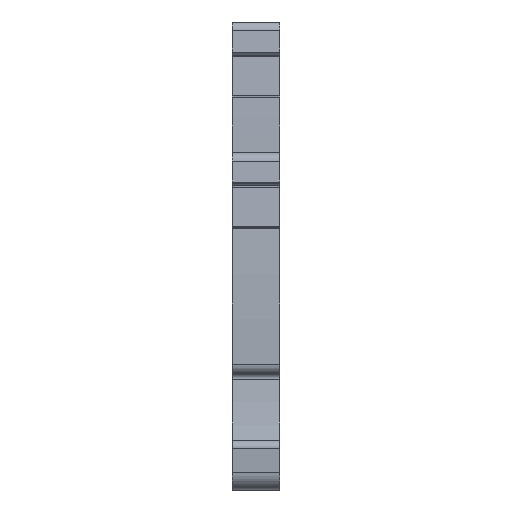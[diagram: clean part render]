
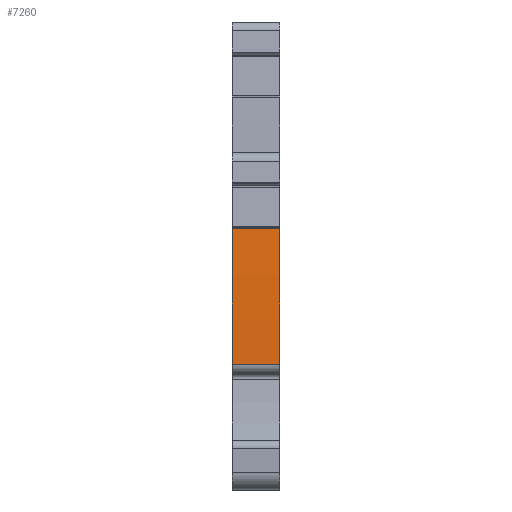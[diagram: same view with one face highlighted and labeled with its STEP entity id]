
A CAD part, front view. The second image highlights one B-rep face of the part: STEP entity #7260.
In plain terms, the highlighted cylindrical face has radius 151.052 mm (diameter 302.104 mm), a partial arc.
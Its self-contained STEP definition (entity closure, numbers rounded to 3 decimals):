
#2650=AXIS2_PLACEMENT_3D('Circle Axis2P3D',#2648,#2649,$) ;
#7240=AXIS2_PLACEMENT_3D('Cylinder Axis2P3D',#7237,#7238,#7239) ;
#7251=AXIS2_PLACEMENT_3D('Circle Axis2P3D',#7249,#7250,$) ;
#2645=CARTESIAN_POINT('Vertex',(0.,1.529,13.426)) ;
#2648=CARTESIAN_POINT('Axis2P3D Location',(0.,152.538,17.05)) ;
#2652=CARTESIAN_POINT('Vertex',(0.,1.887,28.054)) ;
#7217=CARTESIAN_POINT('Line Origine',(2.55,1.887,28.054)) ;
#7221=CARTESIAN_POINT('Vertex',(5.1,1.887,28.054)) ;
#7237=CARTESIAN_POINT('Axis2P3D Location',(2.55,152.538,17.05)) ;
#7242=CARTESIAN_POINT('Line Origine',(2.55,1.529,13.426)) ;
#7246=CARTESIAN_POINT('Vertex',(5.1,1.529,13.426)) ;
#7249=CARTESIAN_POINT('Axis2P3D Location',(5.1,152.538,17.05)) ;
#2649=DIRECTION('Axis2P3D Direction',(1.,0.,0.)) ;
#7218=DIRECTION('Vector Direction',(1.,0.,0.)) ;
#7238=DIRECTION('Axis2P3D Direction',(1.,0.,0.)) ;
#7239=DIRECTION('Axis2P3D XDirection',(0.,-0.996,0.089)) ;
#7243=DIRECTION('Vector Direction',(1.,0.,0.)) ;
#7250=DIRECTION('Axis2P3D Direction',(1.,0.,0.)) ;
#7219=VECTOR('Line Direction',#7218,1.) ;
#7244=VECTOR('Line Direction',#7243,1.) ;
#7255=ORIENTED_EDGE('',*,*,#7248,.F.) ;
#7256=ORIENTED_EDGE('',*,*,#7253,.F.) ;
#7257=ORIENTED_EDGE('',*,*,#7223,.T.) ;
#7258=ORIENTED_EDGE('',*,*,#2654,.T.) ;
#7260=ADVANCED_FACE('MLD',(#7259),#7241,.T.) ;
#2651=CIRCLE('generated circle',#2650,151.052) ;
#7252=CIRCLE('generated circle',#7251,151.052) ;
#7241=CYLINDRICAL_SURFACE('generated cylinder',#7240,151.052) ;
#2654=EDGE_CURVE('',#2653,#2646,#2651,.T.) ;
#7223=EDGE_CURVE('',#7222,#2653,#7220,.F.) ;
#7248=EDGE_CURVE('',#7247,#2646,#7245,.F.) ;
#7253=EDGE_CURVE('',#7222,#7247,#7252,.T.) ;
#7254=EDGE_LOOP('',(#7255,#7256,#7257,#7258)) ;
#7259=FACE_OUTER_BOUND('',#7254,.T.) ;
#7220=LINE('Line',#7217,#7219) ;
#7245=LINE('Line',#7242,#7244) ;
#2646=VERTEX_POINT('',#2645) ;
#2653=VERTEX_POINT('',#2652) ;
#7222=VERTEX_POINT('',#7221) ;
#7247=VERTEX_POINT('',#7246) ;
